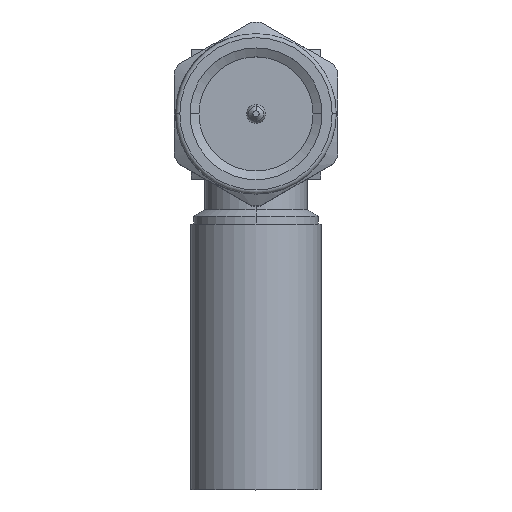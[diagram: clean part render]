
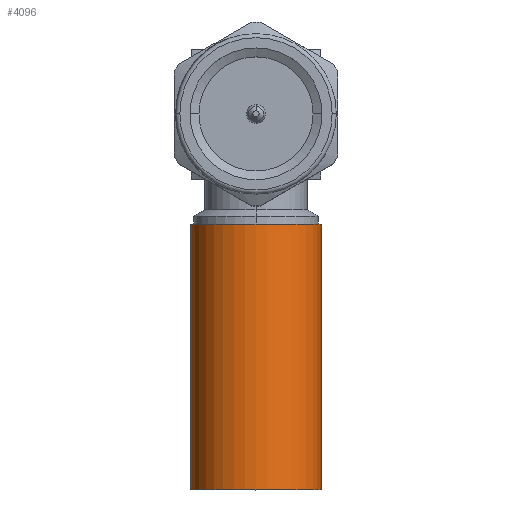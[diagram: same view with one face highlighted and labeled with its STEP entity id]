
A CAD part, top view. The second image highlights one B-rep face of the part: STEP entity #4096.
In plain terms, the highlighted cylindrical face has radius 3.2 mm (diameter 6.4 mm), a partial arc.
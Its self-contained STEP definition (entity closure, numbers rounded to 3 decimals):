
#3817 = EDGE_LOOP ( 'NONE', ( #4663, #4655, #4654, #4653 ) ) ;
#4096 = ADVANCED_FACE ( 'NONE', ( #11670 ), #11678, .T. ) ;
#4497 = VERTEX_POINT ( 'NONE', #13598 ) ;
#4501 = VERTEX_POINT ( 'NONE', #13615 ) ;
#4503 = VERTEX_POINT ( 'NONE', #14663 ) ;
#4511 = VERTEX_POINT ( 'NONE', #14671 ) ;
#4653 = ORIENTED_EDGE ( 'NONE', *, *, #12395, .F. ) ;
#4654 = ORIENTED_EDGE ( 'NONE', *, *, #12399, .F. ) ;
#4655 = ORIENTED_EDGE ( 'NONE', *, *, #12382, .T. ) ;
#4663 = ORIENTED_EDGE ( 'NONE', *, *, #12420, .T. ) ;
#9560 = AXIS2_PLACEMENT_3D ( 'NONE', #10461, #10462, #10470 ) ;
#10461 = CARTESIAN_POINT ( 'NONE',  ( 0., -19.251, -10.3 ) ) ;
#10462 = DIRECTION ( 'NONE',  ( 0., -1., 0. ) ) ;
#10470 = DIRECTION ( 'NONE',  ( 1., 0., 0. ) ) ;
#11670 = FACE_OUTER_BOUND ( 'NONE', #3817, .T. ) ;
#11678 = CYLINDRICAL_SURFACE ( 'NONE', #9560, 3.2 ) ;
#12382 = EDGE_CURVE ( 'NONE', #4501, #4511, #14587, .T. ) ;
#12395 = EDGE_CURVE ( 'NONE', #4497, #4503, #14603, .T. ) ;
#12399 = EDGE_CURVE ( 'NONE', #4503, #4511, #14607, .T. ) ;
#12420 = EDGE_CURVE ( 'NONE', #4497, #4501, #14633, .T. ) ;
#13598 = CARTESIAN_POINT ( 'NONE',  ( 3.2, -5.375, -10.3 ) ) ;
#13615 = CARTESIAN_POINT ( 'NONE',  ( -3.2, -5.375, -10.3 ) ) ;
#14587 = LINE ( 'NONE', #15943, #14592 ) ;
#14592 = VECTOR ( 'NONE', #15944, 1000. ) ;
#14603 = LINE ( 'NONE', #15965, #14606 ) ;
#14606 = VECTOR ( 'NONE', #15966, 1000. ) ;
#14607 = CIRCLE ( 'NONE', #15603, 3.2 ) ;
#14633 = CIRCLE ( 'NONE', #15613, 3.2 ) ;
#14663 = CARTESIAN_POINT ( 'NONE',  ( 3.2, -18.375, -10.3 ) ) ;
#14671 = CARTESIAN_POINT ( 'NONE',  ( -3.2, -18.375, -10.3 ) ) ;
#15603 = AXIS2_PLACEMENT_3D ( 'NONE', #15973, #15974, #15975 ) ;
#15613 = AXIS2_PLACEMENT_3D ( 'NONE', #16019, #16020, #16021 ) ;
#15943 = CARTESIAN_POINT ( 'NONE',  ( -3.2, -19.251, -10.3 ) ) ;
#15944 = DIRECTION ( 'NONE',  ( 0., -1., 0. ) ) ;
#15965 = CARTESIAN_POINT ( 'NONE',  ( 3.2, -19.251, -10.3 ) ) ;
#15966 = DIRECTION ( 'NONE',  ( 0., -1., 0. ) ) ;
#15973 = CARTESIAN_POINT ( 'NONE',  ( 0., -18.375, -10.3 ) ) ;
#15974 = DIRECTION ( 'NONE',  ( 0., -1., 0. ) ) ;
#15975 = DIRECTION ( 'NONE',  ( 1., 0., 0. ) ) ;
#16019 = CARTESIAN_POINT ( 'NONE',  ( 0., -5.375, -10.3 ) ) ;
#16020 = DIRECTION ( 'NONE',  ( 0., -1., 0. ) ) ;
#16021 = DIRECTION ( 'NONE',  ( 1., 0., 0. ) ) ;
